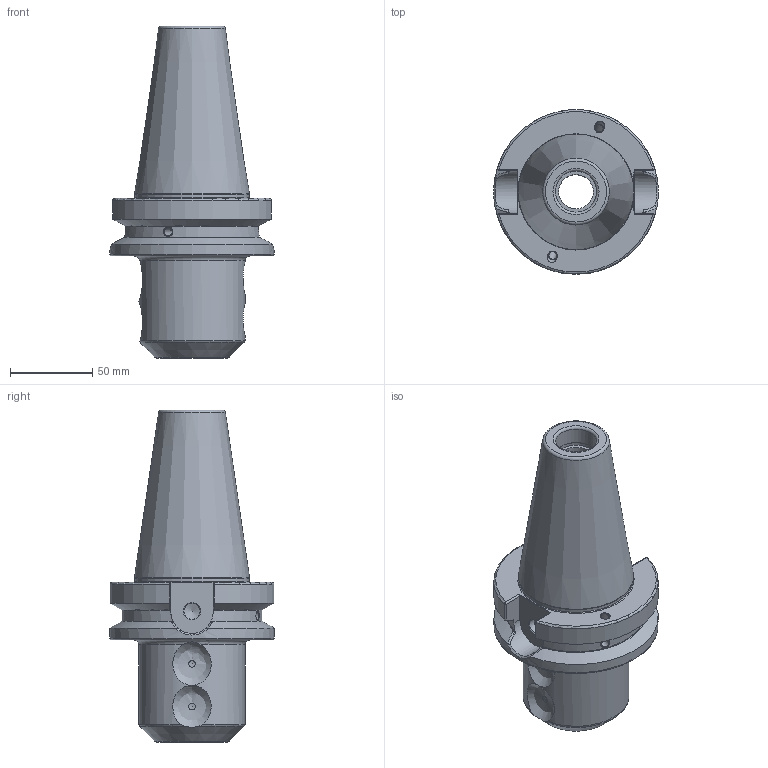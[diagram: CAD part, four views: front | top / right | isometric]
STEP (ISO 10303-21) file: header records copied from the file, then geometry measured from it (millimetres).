
FILE_DESCRIPTION(/* description */ (''),/* implementation_level */ '2;1');
FILE_NAME(/* name */ '97550041-25-100-V1.stp',/* time_stamp */ '2024-07-12T09:28:26+02:00',/* author */ ('jana.schmid'),/* organization */ (''),/* preprocessor_version */ 'ST-DEVELOPER v19.2',/* originating_system */ 'Autodesk Inventor 2023',/* authorisation */ '');
FILE_SCHEMA (('AUTOMOTIVE_DESIGN { 1 0 10303 214 3 1 1 }'));
Length unit declared in the file: millimetre
Products named in the file (1): 97550041-25-100-V1
Bounding box: 100 x 100 x 201.8 mm (x, y, z)
Volume: 591341.2 mm3; surface area: 73369.3 mm2
Topology: 1 solids, 1 shells, 148 faces, 401 edges, 263 vertices
Faces by surface type: plane 64, cylinder 34, cone 19, torus 15, bspline 10, sphere 6
Full cylindrical faces by diameter (mm): 2.8 x2, 5 x4, 6 x4, 9.8 x1, 10.05 x1, 16 x2, 21 x1, 25 x2, 25.35 x1, 26 x1, 69.708 x1, 100 x1
Entity records: 5671 total; most frequent: CARTESIAN_POINT 2002, ORIENTED_EDGE 794, DIRECTION 714, EDGE_CURVE 397, AXIS2_PLACEMENT_3D 285, VERTEX_POINT 263, EDGE_LOOP 174, FACE_OUTER_BOUND 148
